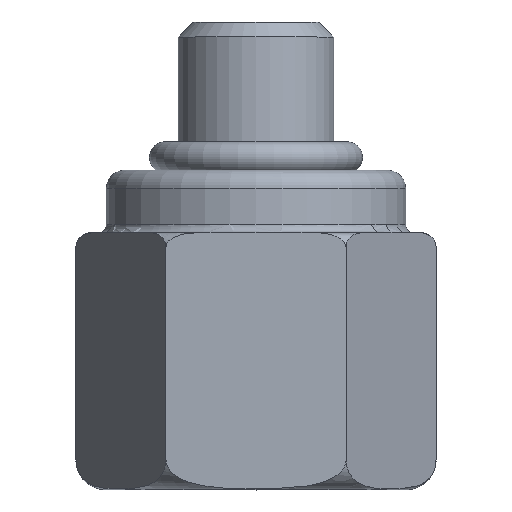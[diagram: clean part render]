
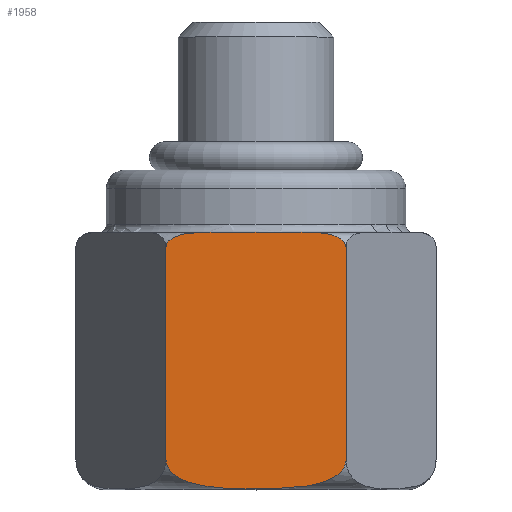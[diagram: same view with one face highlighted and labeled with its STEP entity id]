
A CAD part, top view. The second image highlights one B-rep face of the part: STEP entity #1958.
In plain terms, the highlighted planar face has unit normal (0, 0, 1).
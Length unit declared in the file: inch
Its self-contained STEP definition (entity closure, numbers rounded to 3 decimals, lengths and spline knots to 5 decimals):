
#614=DIRECTION('',(1.,0.,0.));
#615=VECTOR('',#614,0.06173);
#616=CARTESIAN_POINT('',(-0.10863,0.515,0.3125));
#617=LINE('',#616,#615);
#621=CARTESIAN_POINT('',(0.0469,0.515,0.3125));
#622=CARTESIAN_POINT('',(0.04243,0.515,0.3125));
#623=CARTESIAN_POINT('',(0.0335,0.51508,0.3125));
#624=CARTESIAN_POINT('',(0.0201,0.51527,0.3125));
#625=CARTESIAN_POINT('',(0.0067,0.51539,0.3125));
#626=CARTESIAN_POINT('',(-0.0067,0.51539,0.3125));
#627=CARTESIAN_POINT('',(-0.0201,0.51527,0.3125));
#628=CARTESIAN_POINT('',(-0.0335,0.51508,0.3125));
#629=CARTESIAN_POINT('',(-0.04243,0.515,0.3125));
#630=CARTESIAN_POINT('',(-0.0469,0.515,0.3125));
#635=DIRECTION('',(1.,0.,0.));
#636=VECTOR('',#635,0.06173);
#637=CARTESIAN_POINT('',(0.0469,0.515,0.3125));
#638=LINE('',#637,#636);
#642=CARTESIAN_POINT('',(0.18042,0.485,0.3125));
#643=CARTESIAN_POINT('',(0.18042,0.48651,0.3125));
#644=CARTESIAN_POINT('',(0.17997,0.48938,0.3125));
#645=CARTESIAN_POINT('',(0.17825,0.49328,0.3125));
#646=CARTESIAN_POINT('',(0.17581,0.49666,0.3125));
#647=CARTESIAN_POINT('',(0.17279,0.49966,0.3125));
#648=CARTESIAN_POINT('',(0.16936,0.50227,0.3125));
#649=CARTESIAN_POINT('',(0.16571,0.50448,0.3125));
#650=CARTESIAN_POINT('',(0.16196,0.50635,0.3125));
#651=CARTESIAN_POINT('',(0.15812,0.50794,0.3125));
#652=CARTESIAN_POINT('',(0.15403,0.50937,0.3125));
#653=CARTESIAN_POINT('',(0.14952,0.51068,0.3125));
#654=CARTESIAN_POINT('',(0.14443,0.51188,0.3125));
#655=CARTESIAN_POINT('',(0.13859,0.51296,0.3125));
#656=CARTESIAN_POINT('',(0.13188,0.51387,0.3125));
#657=CARTESIAN_POINT('',(0.12434,0.51455,0.3125));
#658=CARTESIAN_POINT('',(0.11638,0.51493,0.3125));
#659=CARTESIAN_POINT('',(0.11122,0.515,0.3125));
#660=CARTESIAN_POINT('',(0.10863,0.515,0.3125));
#665=CARTESIAN_POINT('',(-0.18042,0.06,0.3125));
#666=CARTESIAN_POINT('',(-0.18042,0.05726,0.3125));
#667=CARTESIAN_POINT('',(-0.17969,0.05185,0.3125));
#668=CARTESIAN_POINT('',(-0.17627,0.0437,0.3125));
#669=CARTESIAN_POINT('',(-0.17079,0.03622,0.3125));
#670=CARTESIAN_POINT('',(-0.16356,0.02952,0.3125));
#671=CARTESIAN_POINT('',(-0.15513,0.02383,0.3125));
#672=CARTESIAN_POINT('',(-0.14638,0.01931,0.3125));
#673=CARTESIAN_POINT('',(-0.13736,0.01562,0.3125));
#674=CARTESIAN_POINT('',(-0.12807,0.01257,0.3125));
#675=CARTESIAN_POINT('',(-0.11811,0.00995,0.3125));
#676=CARTESIAN_POINT('',(-0.10715,0.00767,0.3125));
#677=CARTESIAN_POINT('',(-0.09485,0.00571,0.3125));
#678=CARTESIAN_POINT('',(-0.08095,0.00408,0.3125));
#679=CARTESIAN_POINT('',(-0.06543,0.00282,0.3125));
#680=CARTESIAN_POINT('',(-0.04826,0.00193,0.3125));
#681=CARTESIAN_POINT('',(-0.02929,0.00137,0.3125));
#682=CARTESIAN_POINT('',(-0.00791,0.00111,0.3125));
#683=CARTESIAN_POINT('',(0.01679,0.00116,0.3125));
#684=CARTESIAN_POINT('',(0.04322,0.00169,0.3125));
#685=CARTESIAN_POINT('',(0.06863,0.00293,0.3125));
#686=CARTESIAN_POINT('',(0.09198,0.00517,0.3125));
#687=CARTESIAN_POINT('',(0.11241,0.00851,0.3125));
#688=CARTESIAN_POINT('',(0.1299,0.01292,0.3125));
#689=CARTESIAN_POINT('',(0.14494,0.01844,0.3125));
#690=CARTESIAN_POINT('',(0.15781,0.02525,0.3125));
#691=CARTESIAN_POINT('',(0.16802,0.03317,0.3125));
#692=CARTESIAN_POINT('',(0.17538,0.04193,0.3125));
#693=CARTESIAN_POINT('',(0.17971,0.05154,0.3125));
#694=CARTESIAN_POINT('',(0.18042,0.05722,0.3125));
#695=CARTESIAN_POINT('',(0.18042,0.06,0.3125));
#700=DIRECTION('',(0.,1.,0.));
#701=VECTOR('',#700,0.425);
#702=CARTESIAN_POINT('',(-0.18042,0.06,0.3125));
#703=LINE('',#702,#701);
#707=CARTESIAN_POINT('',(-0.10863,0.515,0.3125));
#708=CARTESIAN_POINT('',(-0.11117,0.515,0.3125));
#709=CARTESIAN_POINT('',(-0.11624,0.51493,0.3125));
#710=CARTESIAN_POINT('',(-0.12388,0.51458,0.3125));
#711=CARTESIAN_POINT('',(-0.13145,0.51392,0.3125));
#712=CARTESIAN_POINT('',(-0.13892,0.51293,0.3125));
#713=CARTESIAN_POINT('',(-0.14628,0.51152,0.3125));
#714=CARTESIAN_POINT('',(-0.15349,0.50961,0.3125));
#715=CARTESIAN_POINT('',(-0.16048,0.5071,0.3125));
#716=CARTESIAN_POINT('',(-0.16723,0.50377,0.3125));
#717=CARTESIAN_POINT('',(-0.17308,0.49959,0.3125));
#718=CARTESIAN_POINT('',(-0.17733,0.49493,0.3125));
#719=CARTESIAN_POINT('',(-0.17985,0.49005,0.3125));
#720=CARTESIAN_POINT('',(-0.18042,0.4867,0.3125));
#721=CARTESIAN_POINT('',(-0.18042,0.485,0.3125));
#1024=DIRECTION('',(0.,1.,0.));
#1025=VECTOR('',#1024,0.425);
#1026=CARTESIAN_POINT('',(0.18042,0.06,0.3125));
#1027=LINE('',#1026,#1025);
#1402=CARTESIAN_POINT('',(-0.10863,0.515,0.3125));
#1403=CARTESIAN_POINT('',(-0.0469,0.515,0.3125));
#1404=VERTEX_POINT('',#1402);
#1405=VERTEX_POINT('',#1403);
#1406=CARTESIAN_POINT('',(0.0469,0.515,0.3125));
#1407=CARTESIAN_POINT('',(0.10863,0.515,0.3125));
#1408=VERTEX_POINT('',#1406);
#1409=VERTEX_POINT('',#1407);
#1410=VERTEX_POINT('',#721);
#1411=VERTEX_POINT('',#642);
#1412=VERTEX_POINT('',#665);
#1413=VERTEX_POINT('',#695);
#1939=CARTESIAN_POINT('',(-0.18042,0.,0.3125));
#1940=DIRECTION('',(0.,0.,1.));
#1941=DIRECTION('',(1.,0.,0.));
#1942=AXIS2_PLACEMENT_3D('',#1939,#1940,#1941);
#1943=PLANE('',#1942);
#1944=ORIENTED_EDGE('',*,*,#1846,.T.);
#1946=ORIENTED_EDGE('',*,*,#1945,.F.);
#1947=ORIENTED_EDGE('',*,*,#1861,.T.);
#1949=ORIENTED_EDGE('',*,*,#1948,.F.);
#1951=ORIENTED_EDGE('',*,*,#1950,.F.);
#1952=ORIENTED_EDGE('',*,*,#1810,.F.);
#1953=ORIENTED_EDGE('',*,*,#1827,.T.);
#1955=ORIENTED_EDGE('',*,*,#1954,.F.);
#1956=EDGE_LOOP('',(#1944,#1946,#1947,#1949,#1951,#1952,#1953,#1955));
#1957=FACE_OUTER_BOUND('',#1956,.F.);
#631=B_SPLINE_CURVE_WITH_KNOTS('',3,(#621,#622,#623,#624,#625,#626,#627,#628,
#629,#630),.UNSPECIFIED.,.F.,.F.,(4,1,1,1,1,1,1,4),(0.,0.14286,
0.28571,0.42857,0.57143,0.71429,
0.85714,1.),.UNSPECIFIED.);
#661=B_SPLINE_CURVE_WITH_KNOTS('',3,(#642,#643,#644,#645,#646,#647,#648,#649,
#650,#651,#652,#653,#654,#655,#656,#657,#658,#659,#660),.UNSPECIFIED.,.F.,.F.,
(4,1,1,1,1,1,1,1,1,1,1,1,1,1,1,1,4),(0.,0.0625,0.125,0.1875,0.25,
0.3125,0.375,0.4375,0.5,0.5625,0.625,0.6875,0.75,0.8125,
0.875,0.9375,1.),.UNSPECIFIED.);
#696=B_SPLINE_CURVE_WITH_KNOTS('',3,(#665,#666,#667,#668,#669,#670,#671,#672,
#673,#674,#675,#676,#677,#678,#679,#680,#681,#682,#683,#684,#685,#686,#687,#688,
#689,#690,#691,#692,#693,#694,#695),.UNSPECIFIED.,.F.,.F.,(4,1,1,1,1,1,1,1,1,1,
1,1,1,1,1,1,1,1,1,1,1,1,1,1,1,1,1,1,4),(0.,0.03571,
0.07143,0.10714,0.14286,0.17857,
0.21429,0.25,0.28571,0.32143,0.35714,
0.39286,0.42857,0.46429,0.5,0.53571,
0.57143,0.60714,0.64286,0.67857,
0.71429,0.75,0.78571,0.82143,0.85714,
0.89286,0.92857,0.96429,1.),.UNSPECIFIED.);
#722=B_SPLINE_CURVE_WITH_KNOTS('',3,(#707,#708,#709,#710,#711,#712,#713,#714,
#715,#716,#717,#718,#719,#720,#721),.UNSPECIFIED.,.F.,.F.,(4,1,1,1,1,1,1,1,1,1,
1,1,4),(0.,0.08333,0.16667,0.25,0.33333,
0.41667,0.5,0.58333,0.66667,0.75,
0.83333,0.91667,1.),.UNSPECIFIED.);
#1810=EDGE_CURVE('',#1412,#1413,#696,.T.);
#1827=EDGE_CURVE('',#1412,#1410,#703,.T.);
#1846=EDGE_CURVE('',#1404,#1405,#617,.T.);
#1861=EDGE_CURVE('',#1408,#1409,#638,.T.);
#1945=EDGE_CURVE('',#1408,#1405,#631,.T.);
#1948=EDGE_CURVE('',#1411,#1409,#661,.T.);
#1950=EDGE_CURVE('',#1413,#1411,#1027,.T.);
#1954=EDGE_CURVE('',#1404,#1410,#722,.T.);
#1958=ADVANCED_FACE('',(#1957),#1943,.T.);
